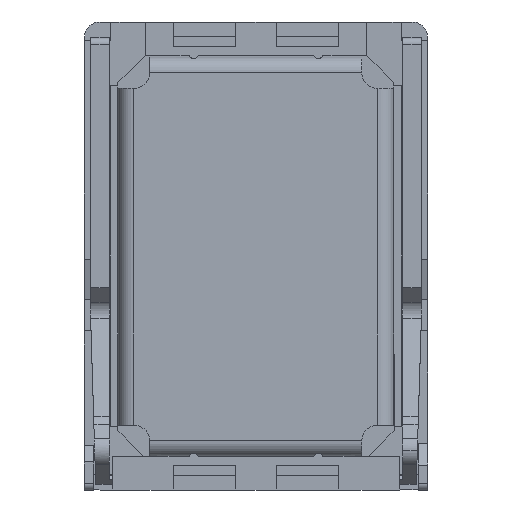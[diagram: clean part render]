
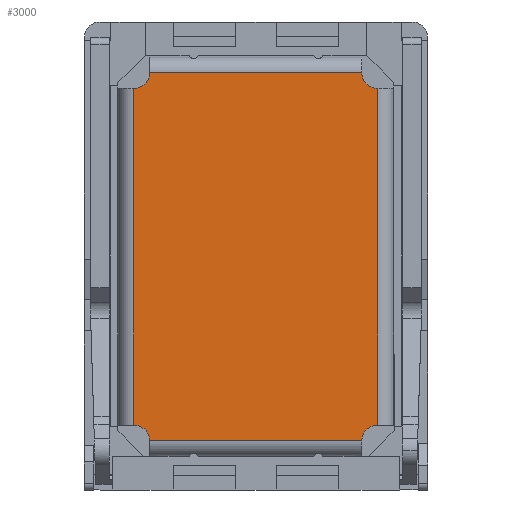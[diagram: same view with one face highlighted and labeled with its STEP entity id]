
A CAD part, front view. The second image highlights one B-rep face of the part: STEP entity #3000.
In plain terms, the highlighted planar face has unit normal (0, -1, 0).
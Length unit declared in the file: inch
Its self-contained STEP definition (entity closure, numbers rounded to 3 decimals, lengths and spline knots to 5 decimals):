
#86 = VECTOR ( 'NONE', #5400, 39.37008 ) ;
#129 = LINE ( 'NONE', #1923, #3369 ) ;
#212 = DIRECTION ( 'NONE',  ( -1., 0., 0. ) ) ;
#266 = VECTOR ( 'NONE', #5862, 39.37008 ) ;
#276 = DIRECTION ( 'NONE',  ( -1., 0., 0. ) ) ;
#357 = VECTOR ( 'NONE', #3228, 39.37008 ) ;
#398 = EDGE_CURVE ( 'NONE', #7317, #4316, #3176, .T. ) ;
#429 = CARTESIAN_POINT ( 'NONE',  ( 0.36975, -0.11811, -0.52854 ) ) ;
#443 = CARTESIAN_POINT ( 'NONE',  ( -7.43679, -0.11811, -8.16464 ) ) ;
#468 = VECTOR ( 'NONE', #212, 39.37008 ) ;
#543 = DIRECTION ( 'NONE',  ( 0., 1., 0. ) ) ;
#577 = CIRCLE ( 'NONE', #4606, 0.01969 ) ;
#583 = VECTOR ( 'NONE', #7325, 39.37008 ) ;
#742 = CARTESIAN_POINT ( 'NONE',  ( -7.43679, -0.11811, -0.52854 ) ) ;
#805 = EDGE_LOOP ( 'NONE', ( #2731, #5026, #1959, #2909, #4672, #4151, #5894, #7004, #3471, #6434, #1993, #6160 ) ) ;
#812 = EDGE_CURVE ( 'NONE', #1544, #3272, #129, .T. ) ;
#826 = EDGE_CURVE ( 'NONE', #1323, #1157, #5238, .T. ) ;
#940 = CARTESIAN_POINT ( 'NONE',  ( 0.37041, -0.11811, -0.08366 ) ) ;
#1083 = VERTEX_POINT ( 'NONE', #6756 ) ;
#1157 = VERTEX_POINT ( 'NONE', #4508 ) ;
#1159 = CARTESIAN_POINT ( 'NONE',  ( -7.43679, -0.11811, -0.50886 ) ) ;
#1275 = VECTOR ( 'NONE', #276, 39.37008 ) ;
#1309 = VECTOR ( 'NONE', #2692, 39.37008 ) ;
#1323 = VERTEX_POINT ( 'NONE', #2631 ) ;
#1544 = VERTEX_POINT ( 'NONE', #6751 ) ;
#1649 = CARTESIAN_POINT ( 'NONE',  ( 0.06266, -0.11811, -0.52854 ) ) ;
#1775 = CARTESIAN_POINT ( 'NONE',  ( 0.36975, -0.11811, -0.08366 ) ) ;
#1878 = EDGE_CURVE ( 'NONE', #1323, #4010, #577, .T. ) ;
#1923 = CARTESIAN_POINT ( 'NONE',  ( 0.39009, -0.11811, -0.08366 ) ) ;
#1959 = ORIENTED_EDGE ( 'NONE', *, *, #812, .F. ) ;
#1993 = ORIENTED_EDGE ( 'NONE', *, *, #398, .T. ) ;
#2031 = CARTESIAN_POINT ( 'NONE',  ( 0.06266, -0.11811, -0.06398 ) ) ;
#2045 = EDGE_CURVE ( 'NONE', #7269, #3272, #3499, .T. ) ;
#2047 = CARTESIAN_POINT ( 'NONE',  ( 0.06266, -0.11811, -0.50886 ) ) ;
#2166 = FACE_OUTER_BOUND ( 'NONE', #805, .T. ) ;
#2414 = AXIS2_PLACEMENT_3D ( 'NONE', #2031, #3716, #7255 ) ;
#2559 = EDGE_CURVE ( 'NONE', #1544, #2761, #5474, .T. ) ;
#2631 = CARTESIAN_POINT ( 'NONE',  ( 0.35007, -0.11811, -0.52854 ) ) ;
#2653 = CIRCLE ( 'NONE', #6914, 0.01969 ) ;
#2692 = DIRECTION ( 'NONE',  ( 0., 0., 1. ) ) ;
#2696 = LINE ( 'NONE', #4782, #357 ) ;
#2731 = ORIENTED_EDGE ( 'NONE', *, *, #5636, .T. ) ;
#2733 = PLANE ( 'NONE',  #5203 ) ;
#2753 = DIRECTION ( 'NONE',  ( 0., 0., -1. ) ) ;
#2761 = VERTEX_POINT ( 'NONE', #6482 ) ;
#2806 = LINE ( 'NONE', #1159, #266 ) ;
#2909 = ORIENTED_EDGE ( 'NONE', *, *, #2559, .T. ) ;
#2959 = DIRECTION ( 'NONE',  ( 0., 1., 0. ) ) ;
#3000 = ADVANCED_FACE ( 'NONE', ( #2166 ), #2733, .T. ) ;
#3166 = CARTESIAN_POINT ( 'NONE',  ( 0.08235, -0.11811, -0.06398 ) ) ;
#3176 = LINE ( 'NONE', #5508, #1275 ) ;
#3183 = AXIS2_PLACEMENT_3D ( 'NONE', #1649, #5097, #3368 ) ;
#3228 = DIRECTION ( 'NONE',  ( -1., 0., 0. ) ) ;
#3272 = VERTEX_POINT ( 'NONE', #4301 ) ;
#3349 = VERTEX_POINT ( 'NONE', #2047 ) ;
#3368 = DIRECTION ( 'NONE',  ( 0., 0., -1. ) ) ;
#3369 = VECTOR ( 'NONE', #3637, 39.37008 ) ;
#3471 = ORIENTED_EDGE ( 'NONE', *, *, #7473, .T. ) ;
#3499 = CIRCLE ( 'NONE', #2414, 0.01969 ) ;
#3521 = EDGE_CURVE ( 'NONE', #5304, #7317, #7456, .T. ) ;
#3637 = DIRECTION ( 'NONE',  ( 1., 0., 0. ) ) ;
#3716 = DIRECTION ( 'NONE',  ( 0., 1., 0. ) ) ;
#4010 = VERTEX_POINT ( 'NONE', #6716 ) ;
#4151 = ORIENTED_EDGE ( 'NONE', *, *, #6693, .T. ) ;
#4221 = CARTESIAN_POINT ( 'NONE',  ( 0.36975, -0.11811, -0.06398 ) ) ;
#4301 = CARTESIAN_POINT ( 'NONE',  ( 0.06266, -0.11811, -0.08366 ) ) ;
#4316 = VERTEX_POINT ( 'NONE', #1775 ) ;
#4321 = CARTESIAN_POINT ( 'NONE',  ( 0.06201, -0.11811, -8.16464 ) ) ;
#4341 = EDGE_CURVE ( 'NONE', #4316, #1083, #2653, .T. ) ;
#4398 = CIRCLE ( 'NONE', #3183, 0.01969 ) ;
#4508 = CARTESIAN_POINT ( 'NONE',  ( 0.08235, -0.11811, -0.52854 ) ) ;
#4595 = CARTESIAN_POINT ( 'NONE',  ( 0.37041, -0.11811, -8.16464 ) ) ;
#4606 = AXIS2_PLACEMENT_3D ( 'NONE', #429, #543, #2753 ) ;
#4672 = ORIENTED_EDGE ( 'NONE', *, *, #4806, .F. ) ;
#4782 = CARTESIAN_POINT ( 'NONE',  ( -7.43679, -0.11811, -0.06398 ) ) ;
#4806 = EDGE_CURVE ( 'NONE', #3349, #2761, #7197, .T. ) ;
#5026 = ORIENTED_EDGE ( 'NONE', *, *, #2045, .T. ) ;
#5070 = DIRECTION ( 'NONE',  ( 0., -1., 0. ) ) ;
#5097 = DIRECTION ( 'NONE',  ( 0., 1., 0. ) ) ;
#5203 = AXIS2_PLACEMENT_3D ( 'NONE', #443, #5070, #5672 ) ;
#5238 = LINE ( 'NONE', #742, #86 ) ;
#5304 = VERTEX_POINT ( 'NONE', #6079 ) ;
#5400 = DIRECTION ( 'NONE',  ( -1., 0., 0. ) ) ;
#5443 = CARTESIAN_POINT ( 'NONE',  ( 0.37434, -0.11811, -0.50886 ) ) ;
#5474 = LINE ( 'NONE', #4321, #583 ) ;
#5508 = CARTESIAN_POINT ( 'NONE',  ( -7.43679, -0.11811, -0.08366 ) ) ;
#5636 = EDGE_CURVE ( 'NONE', #1083, #7269, #2696, .T. ) ;
#5672 = DIRECTION ( 'NONE',  ( 0., 0., -1. ) ) ;
#5862 = DIRECTION ( 'NONE',  ( 1., 0., 0. ) ) ;
#5894 = ORIENTED_EDGE ( 'NONE', *, *, #826, .F. ) ;
#6079 = CARTESIAN_POINT ( 'NONE',  ( 0.37041, -0.11811, -0.50886 ) ) ;
#6160 = ORIENTED_EDGE ( 'NONE', *, *, #4341, .T. ) ;
#6434 = ORIENTED_EDGE ( 'NONE', *, *, #3521, .T. ) ;
#6482 = CARTESIAN_POINT ( 'NONE',  ( 0.06201, -0.11811, -0.50886 ) ) ;
#6554 = DIRECTION ( 'NONE',  ( 0., 0., -1. ) ) ;
#6693 = EDGE_CURVE ( 'NONE', #3349, #1157, #4398, .T. ) ;
#6716 = CARTESIAN_POINT ( 'NONE',  ( 0.36975, -0.11811, -0.50886 ) ) ;
#6751 = CARTESIAN_POINT ( 'NONE',  ( 0.06201, -0.11811, -0.08366 ) ) ;
#6756 = CARTESIAN_POINT ( 'NONE',  ( 0.35007, -0.11811, -0.06398 ) ) ;
#6914 = AXIS2_PLACEMENT_3D ( 'NONE', #4221, #2959, #6554 ) ;
#7004 = ORIENTED_EDGE ( 'NONE', *, *, #1878, .T. ) ;
#7197 = LINE ( 'NONE', #5443, #468 ) ;
#7255 = DIRECTION ( 'NONE',  ( 0., 0., -1. ) ) ;
#7269 = VERTEX_POINT ( 'NONE', #3166 ) ;
#7317 = VERTEX_POINT ( 'NONE', #940 ) ;
#7325 = DIRECTION ( 'NONE',  ( 0., 0., -1. ) ) ;
#7456 = LINE ( 'NONE', #4595, #1309 ) ;
#7473 = EDGE_CURVE ( 'NONE', #4010, #5304, #2806, .T. ) ;
